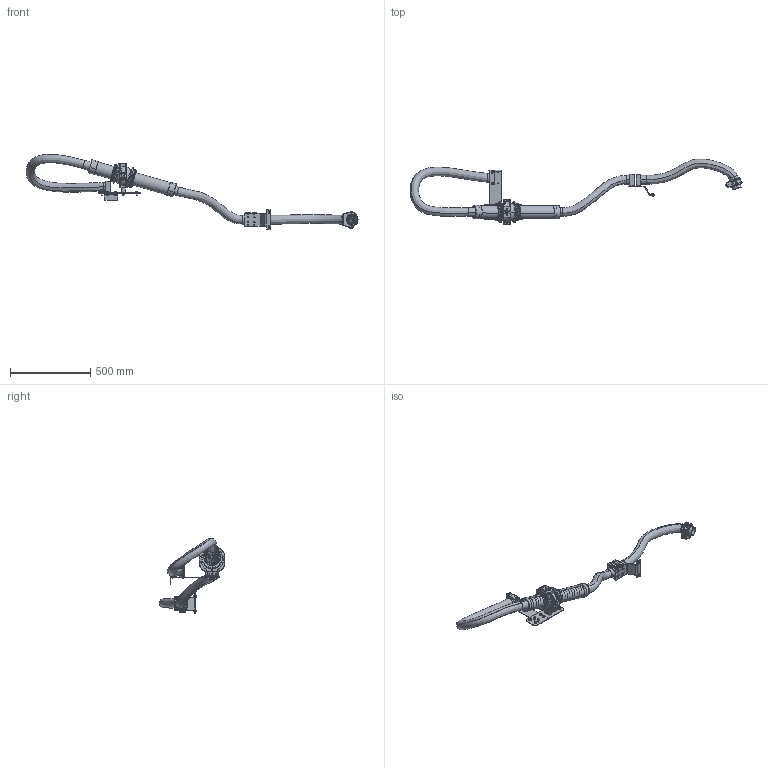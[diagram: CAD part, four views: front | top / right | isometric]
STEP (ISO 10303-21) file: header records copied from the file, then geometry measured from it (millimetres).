
FILE_DESCRIPTION (( 'STEP AP214' ), '1' );
FILE_NAME ('P2457-2.STEP', '2023-03-02T11:22:08', ( '' ), ( '' ), 'SwSTEP 2.0', 'SolidWorks 2021', '' );
FILE_SCHEMA (( 'AUTOMOTIVE_DESIGN' ));
Length unit declared in the file: millimetre
Products named in the file (1): P2457-2
Bounding box: 2064.3 x 409.92 x 468.6 mm (x, y, z)
Volume: 3724818.1 mm3; surface area: 1874619.5 mm2
Topology: 74 solids, 74 shells, 4228 faces, 10937 edges, 6987 vertices
Faces by surface type: plane 1477, cylinder 1371, bspline 795, torus 284, cone 249, sphere 52
Entity records: 243325 total; most frequent: CARTESIAN_POINT 97843, ORIENTED_EDGE 21694, DIRECTION 18844, EDGE_CURVE 10847, AXIS2_PLACEMENT_3D 6986, VERTEX_POINT 6969, LINE 4872, VECTOR 4872
